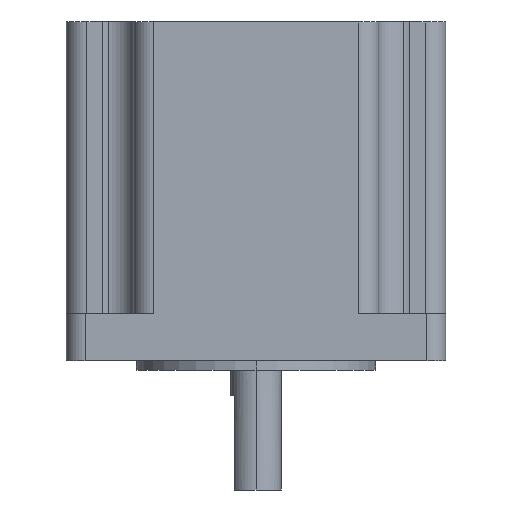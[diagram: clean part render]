
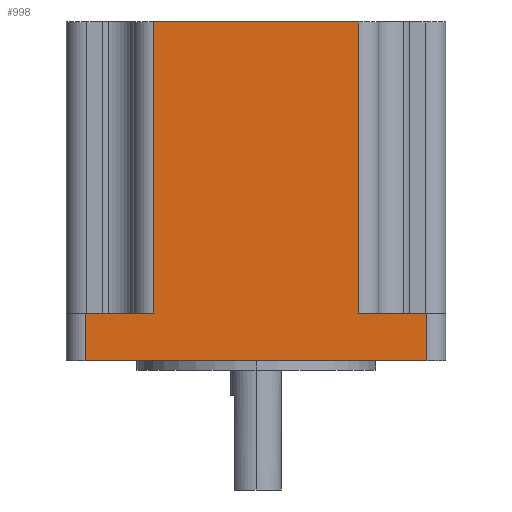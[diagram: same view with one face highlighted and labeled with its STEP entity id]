
A CAD part, left-side view. The second image highlights one B-rep face of the part: STEP entity #998.
In plain terms, the highlighted planar face has unit normal (-1, 0, 0).
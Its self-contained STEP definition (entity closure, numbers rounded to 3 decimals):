
#40 = DIRECTION ( 'NONE',  ( 1., 0., 0. ) ) ;
#50 = CARTESIAN_POINT ( 'NONE',  ( -30.25, 27.25, 54. ) ) ;
#57 = PLANE ( 'NONE',  #1206 ) ;
#75 = DIRECTION ( 'NONE',  ( 0., 1., 0. ) ) ;
#133 = EDGE_LOOP ( 'NONE', ( #201, #203, #202, #204, #206, #205, #207, #209 ) ) ;
#201 = ORIENTED_EDGE ( 'NONE', *, *, #911, .F. ) ;
#202 = ORIENTED_EDGE ( 'NONE', *, *, #940, .F. ) ;
#203 = ORIENTED_EDGE ( 'NONE', *, *, #910, .T. ) ;
#204 = ORIENTED_EDGE ( 'NONE', *, *, #1101, .T. ) ;
#205 = ORIENTED_EDGE ( 'NONE', *, *, #1097, .F. ) ;
#206 = ORIENTED_EDGE ( 'NONE', *, *, #1135, .T. ) ;
#207 = ORIENTED_EDGE ( 'NONE', *, *, #928, .F. ) ;
#209 = ORIENTED_EDGE ( 'NONE', *, *, #926, .T. ) ;
#320 = VERTEX_POINT ( 'NONE', #567 ) ;
#324 = VERTEX_POINT ( 'NONE', #572 ) ;
#329 = VERTEX_POINT ( 'NONE', #604 ) ;
#335 = VERTEX_POINT ( 'NONE', #611 ) ;
#337 = VERTEX_POINT ( 'NONE', #586 ) ;
#339 = VERTEX_POINT ( 'NONE', #584 ) ;
#427 = VERTEX_POINT ( 'NONE', #673 ) ;
#431 = VERTEX_POINT ( 'NONE', #677 ) ;
#567 = CARTESIAN_POINT ( 'NONE',  ( -30.25, -16.275, 7.5 ) ) ;
#572 = CARTESIAN_POINT ( 'NONE',  ( -30.25, 16.275, 54. ) ) ;
#584 = CARTESIAN_POINT ( 'NONE',  ( -30.25, 27.25, 7.5 ) ) ;
#586 = CARTESIAN_POINT ( 'NONE',  ( -30.25, -16.275, 54. ) ) ;
#604 = CARTESIAN_POINT ( 'NONE',  ( -30.25, -27.25, 0. ) ) ;
#611 = CARTESIAN_POINT ( 'NONE',  ( -30.25, 16.275, 7.5 ) ) ;
#652 = CARTESIAN_POINT ( 'NONE',  ( -30.25, 27.25, 54. ) ) ;
#653 = DIRECTION ( 'NONE',  ( 0., -1., 0. ) ) ;
#654 = DIRECTION ( 'NONE',  ( 0., 0., -1. ) ) ;
#673 = CARTESIAN_POINT ( 'NONE',  ( -30.25, 27.25, 0. ) ) ;
#677 = CARTESIAN_POINT ( 'NONE',  ( -30.25, -27.25, 7.5 ) ) ;
#720 = CARTESIAN_POINT ( 'NONE',  ( -30.25, 16.275, 54. ) ) ;
#747 = CARTESIAN_POINT ( 'NONE',  ( -30.25, -16.275, 54. ) ) ;
#748 = DIRECTION ( 'NONE',  ( 0., 0., 1. ) ) ;
#751 = CARTESIAN_POINT ( 'NONE',  ( -30.25, -19.575, 7.5 ) ) ;
#752 = DIRECTION ( 'NONE',  ( 0., -1., 0. ) ) ;
#783 = CARTESIAN_POINT ( 'NONE',  ( -30.25, 27.25, 7.5 ) ) ;
#784 = DIRECTION ( 'NONE',  ( 0., -1., 0. ) ) ;
#910 = EDGE_CURVE ( 'NONE', #324, #335, #1869, .T. ) ;
#911 = EDGE_CURVE ( 'NONE', #324, #337, #1870, .T. ) ;
#926 = EDGE_CURVE ( 'NONE', #320, #337, #1892, .T. ) ;
#928 = EDGE_CURVE ( 'NONE', #320, #431, #1894, .T. ) ;
#940 = EDGE_CURVE ( 'NONE', #339, #335, #1908, .T. ) ;
#998 = ADVANCED_FACE ( 'NONE', ( #1952 ), #57, .F. ) ;
#1097 = EDGE_CURVE ( 'NONE', #431, #329, #2043, .T. ) ;
#1101 = EDGE_CURVE ( 'NONE', #339, #427, #2044, .T. ) ;
#1135 = EDGE_CURVE ( 'NONE', #427, #329, #2062, .T. ) ;
#1160 = VECTOR ( 'NONE', #784, 1000. ) ;
#1168 = VECTOR ( 'NONE', #752, 1000. ) ;
#1171 = VECTOR ( 'NONE', #748, 1000. ) ;
#1183 = VECTOR ( 'NONE', #653, 1000. ) ;
#1185 = VECTOR ( 'NONE', #654, 1000. ) ;
#1206 = AXIS2_PLACEMENT_3D ( 'NONE', #50, #40, #75 ) ;
#1403 = VECTOR ( 'NONE', #1647, 1000. ) ;
#1409 = VECTOR ( 'NONE', #1658, 1000. ) ;
#1646 = CARTESIAN_POINT ( 'NONE',  ( -30.25, -27.25, 54. ) ) ;
#1647 = DIRECTION ( 'NONE',  ( 0., 0., -1. ) ) ;
#1657 = CARTESIAN_POINT ( 'NONE',  ( -30.25, 27.25, 54. ) ) ;
#1658 = DIRECTION ( 'NONE',  ( 0., 0., -1. ) ) ;
#1744 = CARTESIAN_POINT ( 'NONE',  ( -30.25, 27.25, 0. ) ) ;
#1745 = DIRECTION ( 'NONE',  ( 0., -1., 0. ) ) ;
#1869 = LINE ( 'NONE', #720, #1185 ) ;
#1870 = LINE ( 'NONE', #652, #1183 ) ;
#1892 = LINE ( 'NONE', #747, #1171 ) ;
#1894 = LINE ( 'NONE', #751, #1168 ) ;
#1908 = LINE ( 'NONE', #783, #1160 ) ;
#1952 = FACE_OUTER_BOUND ( 'NONE', #133, .T. ) ;
#2043 = LINE ( 'NONE', #1646, #1403 ) ;
#2044 = LINE ( 'NONE', #1657, #1409 ) ;
#2062 = LINE ( 'NONE', #1744, #2097 ) ;
#2097 = VECTOR ( 'NONE', #1745, 1000. ) ;
